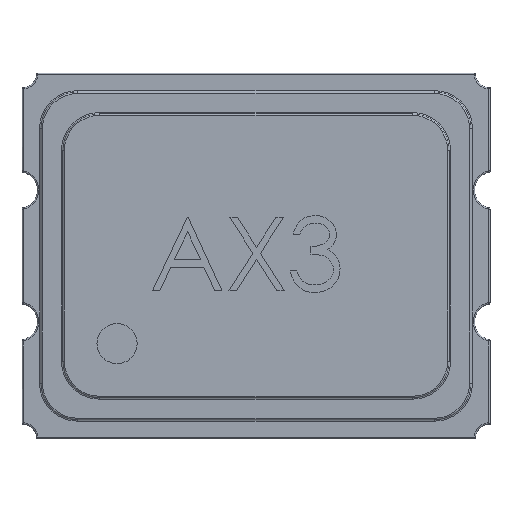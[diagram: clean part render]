
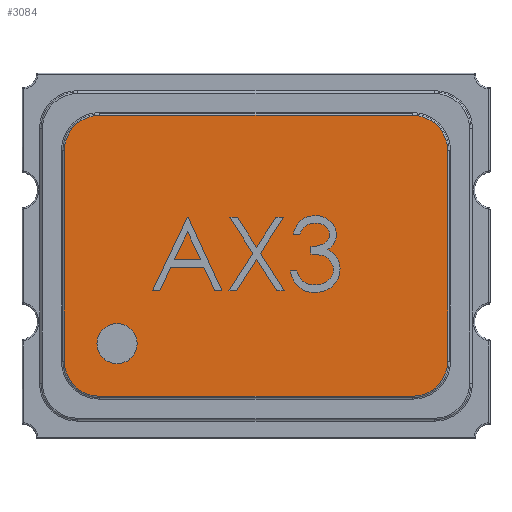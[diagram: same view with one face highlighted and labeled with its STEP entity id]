
A CAD part, top view. The second image highlights one B-rep face of the part: STEP entity #3084.
In plain terms, the highlighted planar face has unit normal (0, 0, 1).
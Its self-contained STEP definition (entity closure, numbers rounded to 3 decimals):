
#104 = DIRECTION ( 'NONE',  ( -1., 0., 0. ) ) ;
#121 = CIRCLE ( 'NONE', #5617, 0.138 ) ;
#172 = DIRECTION ( 'NONE',  ( -1., 0., 0. ) ) ;
#205 = CARTESIAN_POINT ( 'NONE',  ( 1.07, -0.96, 0.6 ) ) ;
#290 = CARTESIAN_POINT ( 'NONE',  ( 1.07, 0.72, 0.6 ) ) ;
#387 = VERTEX_POINT ( 'NONE', #3274 ) ;
#576 = VERTEX_POINT ( 'NONE', #9544 ) ;
#942 = AXIS2_PLACEMENT_3D ( 'NONE', #10287, #5194, #104 ) ;
#1141 = DIRECTION ( 'NONE',  ( -1., 0., 0. ) ) ;
#1170 = VERTEX_POINT ( 'NONE', #4297 ) ;
#1244 = EDGE_CURVE ( 'NONE', #4010, #387, #5547, .T. ) ;
#1313 = VERTEX_POINT ( 'NONE', #8440 ) ;
#1375 = DIRECTION ( 'NONE',  ( 0., 0., 1. ) ) ;
#1762 = EDGE_CURVE ( 'NONE', #2175, #5949, #6740, .T. ) ;
#1835 = ORIENTED_EDGE ( 'NONE', *, *, #8923, .T. ) ;
#1962 = LINE ( 'NONE', #7462, #3952 ) ;
#2131 = AXIS2_PLACEMENT_3D ( 'NONE', #7387, #2299, #8210 ) ;
#2175 = VERTEX_POINT ( 'NONE', #205 ) ;
#2263 = PLANE ( 'NONE',  #2131 ) ;
#2299 = DIRECTION ( 'NONE',  ( 0., 0., -1. ) ) ;
#2369 = AXIS2_PLACEMENT_3D ( 'NONE', #290, #6226, #1141 ) ;
#2476 = EDGE_LOOP ( 'NONE', ( #9664, #8504, #10994, #10540, #8362, #2788, #1835, #3127 ) ) ;
#2545 = EDGE_CURVE ( 'NONE', #10512, #10424, #7943, .T. ) ;
#2629 = FACE_BOUND ( 'NONE', #6873, .T. ) ;
#2788 = ORIENTED_EDGE ( 'NONE', *, *, #1762, .T. ) ;
#2944 = ORIENTED_EDGE ( 'NONE', *, *, #4119, .F. ) ;
#3084 = ADVANCED_FACE ( 'NONE', ( #4873, #2629 ), #2263, .F. ) ;
#3127 = ORIENTED_EDGE ( 'NONE', *, *, #6813, .T. ) ;
#3274 = CARTESIAN_POINT ( 'NONE',  ( -1.07, -0.96, 0.6 ) ) ;
#3288 = LINE ( 'NONE', #7115, #9511 ) ;
#3352 = VERTEX_POINT ( 'NONE', #6854 ) ;
#3477 = DIRECTION ( 'NONE',  ( 0., 0., 1. ) ) ;
#3495 = AXIS2_PLACEMENT_3D ( 'NONE', #4978, #10931, #5823 ) ;
#3901 = ORIENTED_EDGE ( 'NONE', *, *, #2545, .F. ) ;
#3952 = VECTOR ( 'NONE', #8279, 1000. ) ;
#4010 = VERTEX_POINT ( 'NONE', #8220 ) ;
#4118 = LINE ( 'NONE', #9568, #10372 ) ;
#4119 = EDGE_CURVE ( 'NONE', #10424, #10512, #121, .T. ) ;
#4275 = AXIS2_PLACEMENT_3D ( 'NONE', #10340, #5254, #172 ) ;
#4297 = CARTESIAN_POINT ( 'NONE',  ( 1.07, 0.96, 0.6 ) ) ;
#4555 = DIRECTION ( 'NONE',  ( -1., 0., 0. ) ) ;
#4873 = FACE_OUTER_BOUND ( 'NONE', #2476, .T. ) ;
#4978 = CARTESIAN_POINT ( 'NONE',  ( -1.07, -0.72, 0.6 ) ) ;
#5111 = EDGE_CURVE ( 'NONE', #576, #1313, #8376, .T. ) ;
#5194 = DIRECTION ( 'NONE',  ( 0., 0., 1. ) ) ;
#5254 = DIRECTION ( 'NONE',  ( 0., 0., 1. ) ) ;
#5335 = DIRECTION ( 'NONE',  ( 0., -1., 0. ) ) ;
#5547 = CIRCLE ( 'NONE', #3495, 0.24 ) ;
#5617 = AXIS2_PLACEMENT_3D ( 'NONE', #8539, #3477, #9405 ) ;
#5823 = DIRECTION ( 'NONE',  ( -1., 0., 0. ) ) ;
#5949 = VERTEX_POINT ( 'NONE', #8701 ) ;
#6159 = EDGE_CURVE ( 'NONE', #387, #2175, #1962, .T. ) ;
#6226 = DIRECTION ( 'NONE',  ( 0., 0., 1. ) ) ;
#6325 = VECTOR ( 'NONE', #10394, 1000. ) ;
#6450 = CARTESIAN_POINT ( 'NONE',  ( -1.07, 0.72, 0.6 ) ) ;
#6740 = CIRCLE ( 'NONE', #942, 0.24 ) ;
#6813 = EDGE_CURVE ( 'NONE', #3352, #1170, #7245, .T. ) ;
#6854 = CARTESIAN_POINT ( 'NONE',  ( 1.31, 0.72, 0.6 ) ) ;
#6873 = EDGE_LOOP ( 'NONE', ( #2944, #3901 ) ) ;
#7115 = CARTESIAN_POINT ( 'NONE',  ( 0., 0.96, 0.6 ) ) ;
#7245 = CIRCLE ( 'NONE', #2369, 0.24 ) ;
#7324 = DIRECTION ( 'NONE',  ( -1., 0., 0. ) ) ;
#7387 = CARTESIAN_POINT ( 'NONE',  ( 0., 0., 0.6 ) ) ;
#7390 = CARTESIAN_POINT ( 'NONE',  ( -0.813, -0.6, 0.6 ) ) ;
#7462 = CARTESIAN_POINT ( 'NONE',  ( 0., -0.96, 0.6 ) ) ;
#7912 = EDGE_CURVE ( 'NONE', #1313, #4010, #4118, .T. ) ;
#7943 = CIRCLE ( 'NONE', #4275, 0.138 ) ;
#8210 = DIRECTION ( 'NONE',  ( -1., 0., 0. ) ) ;
#8220 = CARTESIAN_POINT ( 'NONE',  ( -1.31, -0.72, 0.6 ) ) ;
#8279 = DIRECTION ( 'NONE',  ( 1., 0., 0. ) ) ;
#8362 = ORIENTED_EDGE ( 'NONE', *, *, #6159, .T. ) ;
#8376 = CIRCLE ( 'NONE', #10967, 0.24 ) ;
#8440 = CARTESIAN_POINT ( 'NONE',  ( -1.31, 0.72, 0.6 ) ) ;
#8504 = ORIENTED_EDGE ( 'NONE', *, *, #5111, .T. ) ;
#8539 = CARTESIAN_POINT ( 'NONE',  ( -0.95, -0.6, 0.6 ) ) ;
#8585 = LINE ( 'NONE', #9530, #6325 ) ;
#8701 = CARTESIAN_POINT ( 'NONE',  ( 1.31, -0.72, 0.6 ) ) ;
#8923 = EDGE_CURVE ( 'NONE', #5949, #3352, #8585, .T. ) ;
#9405 = DIRECTION ( 'NONE',  ( -1., 0., 0. ) ) ;
#9502 = EDGE_CURVE ( 'NONE', #1170, #576, #3288, .T. ) ;
#9511 = VECTOR ( 'NONE', #4555, 1000. ) ;
#9530 = CARTESIAN_POINT ( 'NONE',  ( 1.31, 0., 0.6 ) ) ;
#9544 = CARTESIAN_POINT ( 'NONE',  ( -1.07, 0.96, 0.6 ) ) ;
#9568 = CARTESIAN_POINT ( 'NONE',  ( -1.31, 0., 0.6 ) ) ;
#9664 = ORIENTED_EDGE ( 'NONE', *, *, #9502, .T. ) ;
#10287 = CARTESIAN_POINT ( 'NONE',  ( 1.07, -0.72, 0.6 ) ) ;
#10340 = CARTESIAN_POINT ( 'NONE',  ( -0.95, -0.6, 0.6 ) ) ;
#10372 = VECTOR ( 'NONE', #5335, 1000. ) ;
#10394 = DIRECTION ( 'NONE',  ( 0., 1., 0. ) ) ;
#10424 = VERTEX_POINT ( 'NONE', #10705 ) ;
#10512 = VERTEX_POINT ( 'NONE', #7390 ) ;
#10540 = ORIENTED_EDGE ( 'NONE', *, *, #1244, .T. ) ;
#10705 = CARTESIAN_POINT ( 'NONE',  ( -1.088, -0.6, 0.6 ) ) ;
#10931 = DIRECTION ( 'NONE',  ( 0., 0., 1. ) ) ;
#10967 = AXIS2_PLACEMENT_3D ( 'NONE', #6450, #1375, #7324 ) ;
#10994 = ORIENTED_EDGE ( 'NONE', *, *, #7912, .T. ) ;
